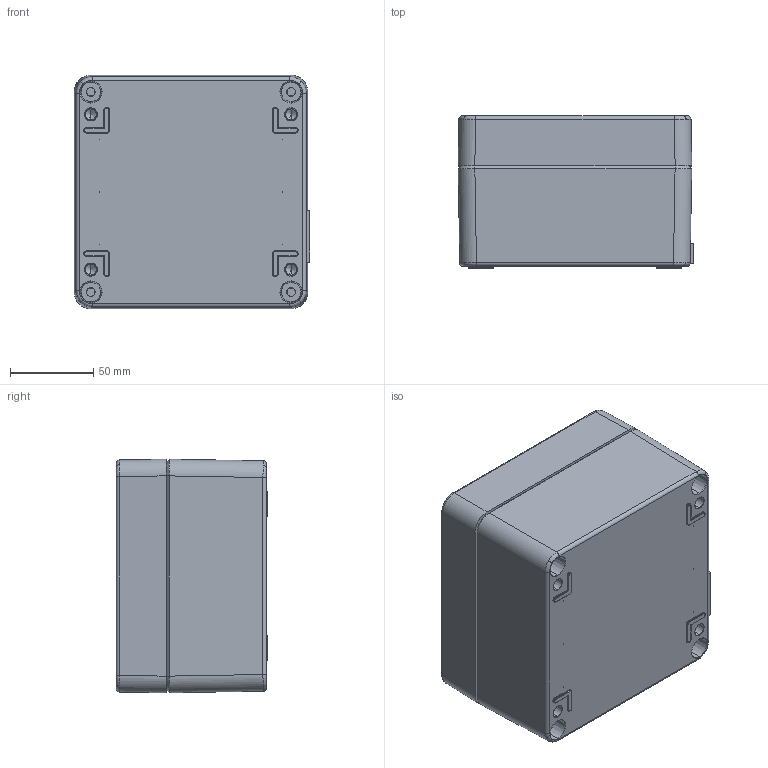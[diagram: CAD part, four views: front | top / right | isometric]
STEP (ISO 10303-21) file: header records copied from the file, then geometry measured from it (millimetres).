
FILE_DESCRIPTION (( 'STEP AP214' ), '1' );
FILE_NAME ('25141409.STEP', '2012-06-14T06:25:18', ( ' ' ), ( '' ), 'SwSTEP 2.0', 'SolidWorks 2011', '' );
FILE_SCHEMA (( 'AUTOMOTIVE_DESIGN' ));
Length unit declared in the file: millimetre
Products named in the file (10): 92441; 92081; 95947; 83171; 01141409_EX; 82014; 93136; 02158; 01158_Bearbeitung nach ZngNr.: 01-2-011580-02-0; 25141409
Assembly tree (12 placements, depth 3):
  25141409
    92441
    92081
    95947
    83171
    01141409_EX
      02158
      93136  x4
      01158_Bearbeitung nach ZngNr.: 01-2-011580-02-0
      82014
Bounding box: 141.23 x 91 x 140 mm (x, y, z)
Volume: 473410.5 mm3; surface area: 194640.4 mm2
Topology: 11 solids, 11 shells, 978 faces, 2276 edges, 1332 vertices
Faces by surface type: cylinder 264, plane 250, bspline 192, cone 154, torus 118
Entity records: 34736 total; most frequent: CARTESIAN_POINT 15460, ORIENTED_EDGE 4032, DIRECTION 3867, EDGE_CURVE 2016, AXIS2_PLACEMENT_3D 1525, VERTEX_POINT 1182, EDGE_LOOP 962, FACE_OUTER_BOUND 885
